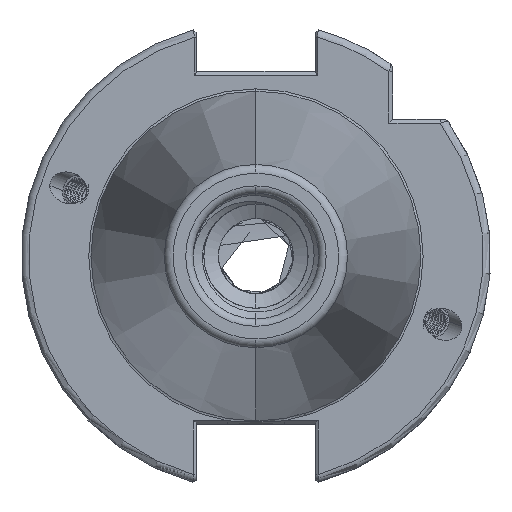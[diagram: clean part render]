
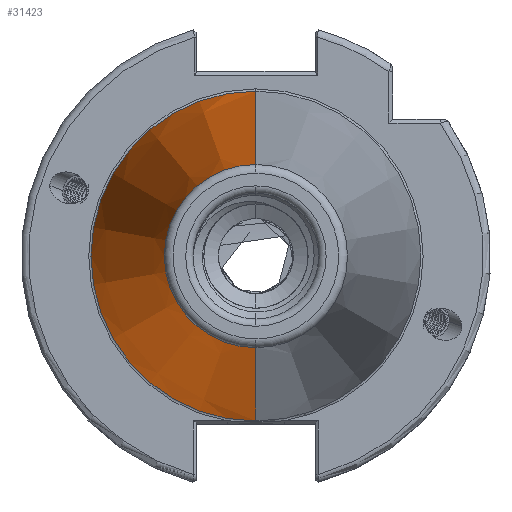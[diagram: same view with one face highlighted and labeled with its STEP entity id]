
A CAD part, left-side view. The second image highlights one B-rep face of the part: STEP entity #31423.
In plain terms, the highlighted conical face has half-angle 8.297 degrees and reference radius 22.692 mm.
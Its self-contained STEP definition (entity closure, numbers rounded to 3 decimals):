
#7670 = AXIS2_PLACEMENT_3D ( 'NONE', #14190, #14173, #14191 ) ;
#8203 = CARTESIAN_POINT ( 'NONE',  ( -70.573, 0., -12.4 ) ) ;
#8212 = CARTESIAN_POINT ( 'NONE',  ( -70.573, 0., 12.4 ) ) ;
#8344 = CARTESIAN_POINT ( 'NONE',  ( -2.5, 0., -22.327 ) ) ;
#8361 = CARTESIAN_POINT ( 'NONE',  ( -2.5, 0., 22.327 ) ) ;
#8771 = VERTEX_POINT ( 'NONE', #8212 ) ;
#8775 = VERTEX_POINT ( 'NONE', #8203 ) ;
#8896 = VERTEX_POINT ( 'NONE', #8344 ) ;
#8915 = VERTEX_POINT ( 'NONE', #8361 ) ;
#9130 = ORIENTED_EDGE ( 'NONE', *, *, #13560, .T. ) ;
#9140 = ORIENTED_EDGE ( 'NONE', *, *, #13628, .F. ) ;
#9148 = ORIENTED_EDGE ( 'NONE', *, *, #26349, .T. ) ;
#9162 = ORIENTED_EDGE ( 'NONE', *, *, #13532, .F. ) ;
#11043 = CARTESIAN_POINT ( 'NONE',  ( 0., 0., -22.692 ) ) ;
#11048 = DIRECTION ( 'NONE',  ( 0.99, 0., -0.144 ) ) ;
#12545 = LINE ( 'NONE', #11043, #12546 ) ;
#12546 = VECTOR ( 'NONE', #11048, 1000. ) ;
#12580 = LINE ( 'NONE', #30111, #12617 ) ;
#12617 = VECTOR ( 'NONE', #30118, 1000. ) ;
#12632 = CIRCLE ( 'NONE', #31085, 22.327 ) ;
#13532 = EDGE_CURVE ( 'NONE', #8775, #8896, #12545, .T. ) ;
#13560 = EDGE_CURVE ( 'NONE', #8771, #8915, #12580, .T. ) ;
#13628 = EDGE_CURVE ( 'NONE', #8896, #8915, #12632, .T. ) ;
#14173 = DIRECTION ( 'NONE',  ( 1., 0., 0. ) ) ;
#14190 = CARTESIAN_POINT ( 'NONE',  ( 0., 0., 0. ) ) ;
#14191 = DIRECTION ( 'NONE',  ( 0., 0., -1. ) ) ;
#16753 = EDGE_LOOP ( 'NONE', ( #9148, #9130, #9140, #9162 ) ) ;
#17711 = DIRECTION ( 'NONE',  ( 1., 0., 0. ) ) ;
#17734 = CARTESIAN_POINT ( 'NONE',  ( -2.5, 0., 0. ) ) ;
#17735 = DIRECTION ( 'NONE',  ( 0., 0., -1. ) ) ;
#18797 = AXIS2_PLACEMENT_3D ( 'NONE', #25004, #25005, #25023 ) ;
#20724 = CIRCLE ( 'NONE', #18797, 12.4 ) ;
#25004 = CARTESIAN_POINT ( 'NONE',  ( -70.573, 0., 0. ) ) ;
#25005 = DIRECTION ( 'NONE',  ( 1., 0., 0. ) ) ;
#25023 = DIRECTION ( 'NONE',  ( 0., 0., 1. ) ) ;
#26349 = EDGE_CURVE ( 'NONE', #8775, #8771, #20724, .T. ) ;
#27691 = FACE_OUTER_BOUND ( 'NONE', #16753, .T. ) ;
#27708 = CONICAL_SURFACE ( 'NONE', #7670, 22.692, 0.145 ) ;
#30111 = CARTESIAN_POINT ( 'NONE',  ( 0., 0., 22.692 ) ) ;
#30118 = DIRECTION ( 'NONE',  ( 0.99, 0., 0.144 ) ) ;
#31085 = AXIS2_PLACEMENT_3D ( 'NONE', #17734, #17711, #17735 ) ;
#31423 = ADVANCED_FACE ( 'NONE', ( #27691 ), #27708, .T. ) ;
